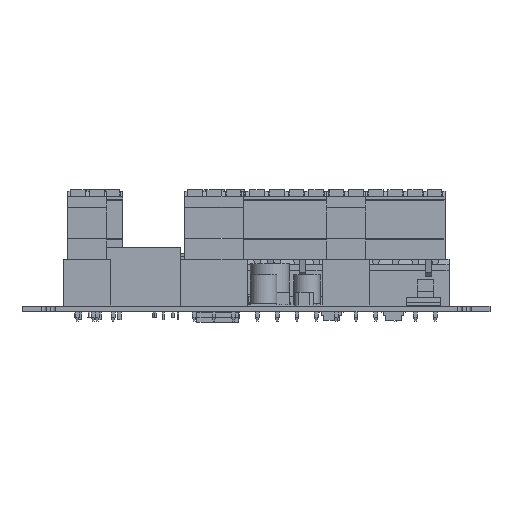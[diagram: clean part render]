
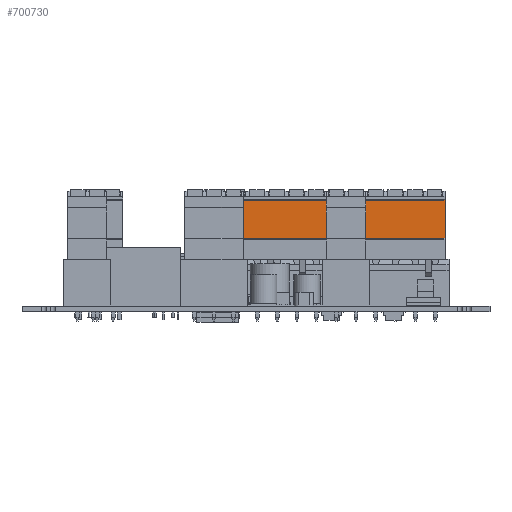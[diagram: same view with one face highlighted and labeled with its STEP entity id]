
A CAD part, front view. The second image highlights one B-rep face of the part: STEP entity #700730.
In plain terms, the highlighted face is planar.
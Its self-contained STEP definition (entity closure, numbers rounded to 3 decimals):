
#649930=CARTESIAN_POINT('',(13.86,47.94,
83.942));
#649940=VERTEX_POINT('',#649930);
#649970=CARTESIAN_POINT('',(13.86,29.05,
83.942));
#649980=DIRECTION('',(0.,-1.,0.));
#649990=VECTOR('',#649980,1.);
#650000=LINE('',#649970,#649990);
#650010=CARTESIAN_POINT('',(13.86,57.69,
83.942));
#650020=VERTEX_POINT('',#650010);
#650030=EDGE_CURVE('',#650020,#649940,#650000,.T.);
#657340=CARTESIAN_POINT('',(13.86,57.69,
18.062));
#657350=VERTEX_POINT('',#657340);
#657380=CARTESIAN_POINT('',(13.86,29.05,
18.062));
#657390=DIRECTION('',(0.,1.,0.));
#657400=VECTOR('',#657390,1.);
#657410=LINE('',#657380,#657400);
#657420=CARTESIAN_POINT('',(13.86,47.94,
18.062));
#657430=VERTEX_POINT('',#657420);
#657440=EDGE_CURVE('',#657430,#657350,#657410,.T.);
#700520=CARTESIAN_POINT('',(13.86,57.933,
28.394));
#700530=DIRECTION('',(-1.,-0.,0.));
#700540=DIRECTION('',(0.,0.,-1.));
#700550=AXIS2_PLACEMENT_3D('',#700520,#700530,#700540);
#700560=PLANE('',#700550);
#700570=ORIENTED_EDGE('',*,*,#657440,.F.);
#700580=CARTESIAN_POINT('',(13.86,57.69,
95.636));
#700590=DIRECTION('',(0.,0.,1.));
#700600=VECTOR('',#700590,1.);
#700610=LINE('',#700580,#700600);
#700620=EDGE_CURVE('',#657350,#650020,#700610,.T.);
#700630=ORIENTED_EDGE('',*,*,#700620,.F.);
#700640=ORIENTED_EDGE('',*,*,#650030,.F.);
#700650=CARTESIAN_POINT('',(13.86,47.94,
39.836));
#700660=DIRECTION('',(0.,0.,-1.));
#700670=VECTOR('',#700660,1.);
#700680=LINE('',#700650,#700670);
#700690=EDGE_CURVE('',#649940,#657430,#700680,.T.);
#700700=ORIENTED_EDGE('',*,*,#700690,.F.);
#700710=EDGE_LOOP('',(#700700,#700640,#700630,#700570));
#700720=FACE_OUTER_BOUND('',#700710,.T.);
#700730=ADVANCED_FACE('',(#700720),#700560,.T.);
